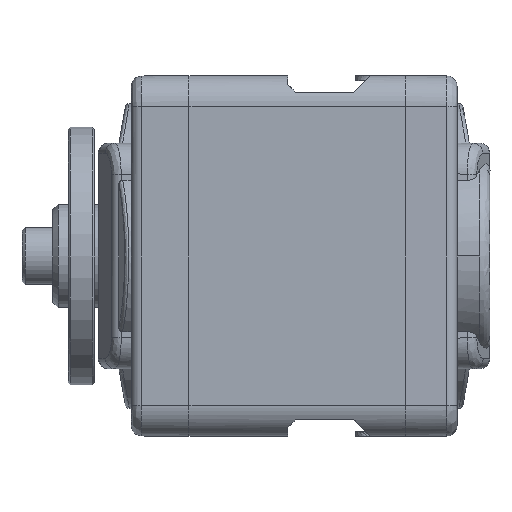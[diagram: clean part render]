
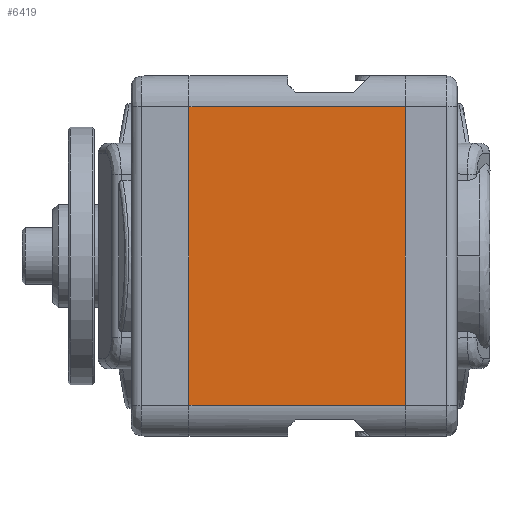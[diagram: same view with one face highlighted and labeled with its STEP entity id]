
A CAD part, left-side view. The second image highlights one B-rep face of the part: STEP entity #6419.
In plain terms, the highlighted planar face has unit normal (-1, 0, 0).
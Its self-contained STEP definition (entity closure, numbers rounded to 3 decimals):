
#210 = CARTESIAN_POINT ( 'NONE',  ( -13., 0., 14.5 ) ) ;
#318 = EDGE_CURVE ( 'NONE', #10524, #17018, #8708, .T. ) ;
#693 = EDGE_CURVE ( 'NONE', #10524, #14418, #15650, .T. ) ;
#1208 = VECTOR ( 'NONE', #3023, 1000. ) ;
#1337 = CARTESIAN_POINT ( 'NONE',  ( -13., 0., 0. ) ) ;
#1836 = AXIS2_PLACEMENT_3D ( 'NONE', #15248, #6858, #16647 ) ;
#2029 = FACE_OUTER_BOUND ( 'NONE', #8742, .T. ) ;
#2104 = EDGE_CURVE ( 'NONE', #17708, #17018, #6775, .T. ) ;
#2872 = ORIENTED_EDGE ( 'NONE', *, *, #693, .T. ) ;
#3023 = DIRECTION ( 'NONE',  ( 0., 0., -1. ) ) ;
#4509 = CARTESIAN_POINT ( 'NONE',  ( -13., 0., -14.5 ) ) ;
#4937 = VECTOR ( 'NONE', #16737, 1000. ) ;
#5155 = CARTESIAN_POINT ( 'NONE',  ( -13., -21., -14.5 ) ) ;
#5872 = CARTESIAN_POINT ( 'NONE',  ( -13., -10.5, -14.5 ) ) ;
#6419 = ADVANCED_FACE ( 'NONE', ( #2029 ), #6803, .T. ) ;
#6467 = EDGE_CURVE ( 'NONE', #14418, #17708, #10157, .T. ) ;
#6775 = LINE ( 'NONE', #5872, #17533 ) ;
#6803 = PLANE ( 'NONE',  #1836 ) ;
#6858 = DIRECTION ( 'NONE',  ( -1., 0., 0. ) ) ;
#6932 = CARTESIAN_POINT ( 'NONE',  ( -13., -10.5, 14.5 ) ) ;
#8518 = ORIENTED_EDGE ( 'NONE', *, *, #2104, .T. ) ;
#8708 = LINE ( 'NONE', #10031, #1208 ) ;
#8742 = EDGE_LOOP ( 'NONE', ( #8518, #18026, #2872, #9249 ) ) ;
#9249 = ORIENTED_EDGE ( 'NONE', *, *, #6467, .T. ) ;
#10031 = CARTESIAN_POINT ( 'NONE',  ( -13., -21., 0. ) ) ;
#10157 = LINE ( 'NONE', #1337, #17602 ) ;
#10524 = VERTEX_POINT ( 'NONE', #12793 ) ;
#12793 = CARTESIAN_POINT ( 'NONE',  ( -13., -21., 14.5 ) ) ;
#14418 = VERTEX_POINT ( 'NONE', #210 ) ;
#15248 = CARTESIAN_POINT ( 'NONE',  ( -13., -21.42, -15.08 ) ) ;
#15650 = LINE ( 'NONE', #6932, #4937 ) ;
#15657 = DIRECTION ( 'NONE',  ( 0., -1., 0. ) ) ;
#16647 = DIRECTION ( 'NONE',  ( 0., 0., 1. ) ) ;
#16737 = DIRECTION ( 'NONE',  ( 0., 1., 0. ) ) ;
#17018 = VERTEX_POINT ( 'NONE', #5155 ) ;
#17533 = VECTOR ( 'NONE', #15657, 1000. ) ;
#17602 = VECTOR ( 'NONE', #18060, 1000. ) ;
#17708 = VERTEX_POINT ( 'NONE', #4509 ) ;
#18026 = ORIENTED_EDGE ( 'NONE', *, *, #318, .F. ) ;
#18060 = DIRECTION ( 'NONE',  ( 0., 0., -1. ) ) ;
